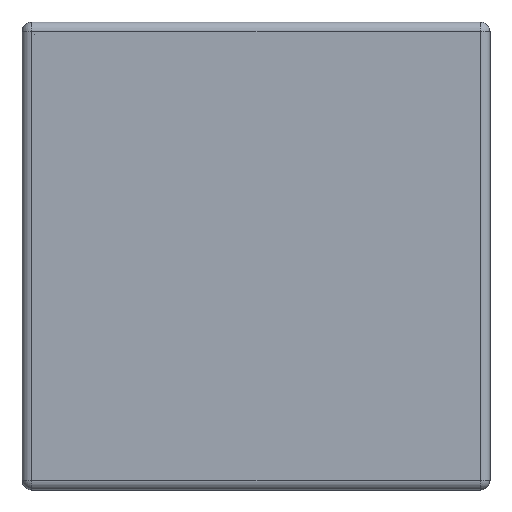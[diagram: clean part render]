
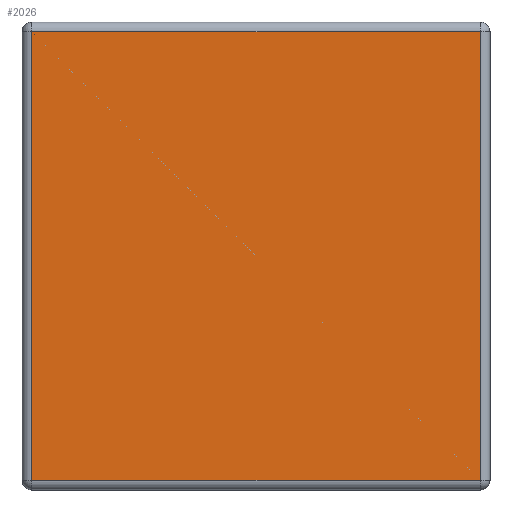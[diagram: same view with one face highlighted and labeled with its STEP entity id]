
A CAD part, left-side view. The second image highlights one B-rep face of the part: STEP entity #2026.
In plain terms, the highlighted planar face has unit normal (-1, 0, 0).
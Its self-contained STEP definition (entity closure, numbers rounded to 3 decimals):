
#389 = ORIENTED_EDGE ( 'NONE', *, *, #2579, .T. ) ;
#518 = DIRECTION ( 'NONE',  ( 0., 0., 1. ) ) ;
#592 = CARTESIAN_POINT ( 'NONE',  ( 0., 1.42, -1.42 ) ) ;
#624 = CARTESIAN_POINT ( 'NONE',  ( 0., 1.45, -0.03 ) ) ;
#679 = CARTESIAN_POINT ( 'NONE',  ( 0., 0.03, -1.42 ) ) ;
#735 = VECTOR ( 'NONE', #518, 1000. ) ;
#936 = VECTOR ( 'NONE', #2287, 1000. ) ;
#1058 = PLANE ( 'NONE',  #1621 ) ;
#1144 = CARTESIAN_POINT ( 'NONE',  ( 0., 1.42, -0.03 ) ) ;
#1326 = EDGE_CURVE ( 'NONE', #3652, #4260, #1610, .T. ) ;
#1387 = VERTEX_POINT ( 'NONE', #592 ) ;
#1412 = DIRECTION ( 'NONE',  ( -1., 0., 0. ) ) ;
#1577 = CARTESIAN_POINT ( 'NONE',  ( 0., 1.42, -1.45 ) ) ;
#1588 = LINE ( 'NONE', #2113, #3110 ) ;
#1610 = LINE ( 'NONE', #624, #2461 ) ;
#1621 = AXIS2_PLACEMENT_3D ( 'NONE', #2769, #1412, #2840 ) ;
#1676 = ORIENTED_EDGE ( 'NONE', *, *, #1326, .T. ) ;
#1828 = ORIENTED_EDGE ( 'NONE', *, *, #4436, .T. ) ;
#1849 = LINE ( 'NONE', #1577, #936 ) ;
#2026 = ADVANCED_FACE ( 'NONE', ( #4194 ), #1058, .T. ) ;
#2113 = CARTESIAN_POINT ( 'NONE',  ( 0., 0., -1.42 ) ) ;
#2287 = DIRECTION ( 'NONE',  ( 0., 0., -1. ) ) ;
#2406 = CARTESIAN_POINT ( 'NONE',  ( 0., 0.03, -0.03 ) ) ;
#2441 = LINE ( 'NONE', #2594, #735 ) ;
#2461 = VECTOR ( 'NONE', #4113, 1000. ) ;
#2501 = ORIENTED_EDGE ( 'NONE', *, *, #3952, .T. ) ;
#2524 = DIRECTION ( 'NONE',  ( 0., -1., 0. ) ) ;
#2579 = EDGE_CURVE ( 'NONE', #1387, #4162, #1588, .T. ) ;
#2594 = CARTESIAN_POINT ( 'NONE',  ( 0., 0.03, 0. ) ) ;
#2769 = CARTESIAN_POINT ( 'NONE',  ( 0., 0., 0. ) ) ;
#2840 = DIRECTION ( 'NONE',  ( 0., 0., 1. ) ) ;
#3110 = VECTOR ( 'NONE', #2524, 1000. ) ;
#3331 = EDGE_LOOP ( 'NONE', ( #389, #1828, #1676, #2501 ) ) ;
#3652 = VERTEX_POINT ( 'NONE', #2406 ) ;
#3952 = EDGE_CURVE ( 'NONE', #4260, #1387, #1849, .T. ) ;
#4113 = DIRECTION ( 'NONE',  ( 0., 1., 0. ) ) ;
#4162 = VERTEX_POINT ( 'NONE', #679 ) ;
#4194 = FACE_OUTER_BOUND ( 'NONE', #3331, .T. ) ;
#4260 = VERTEX_POINT ( 'NONE', #1144 ) ;
#4436 = EDGE_CURVE ( 'NONE', #4162, #3652, #2441, .T. ) ;
